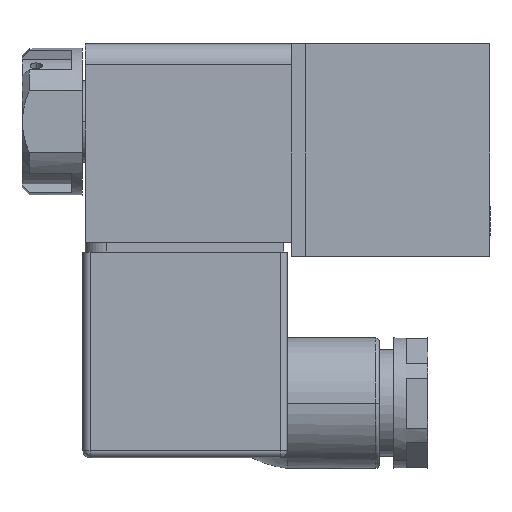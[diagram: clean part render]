
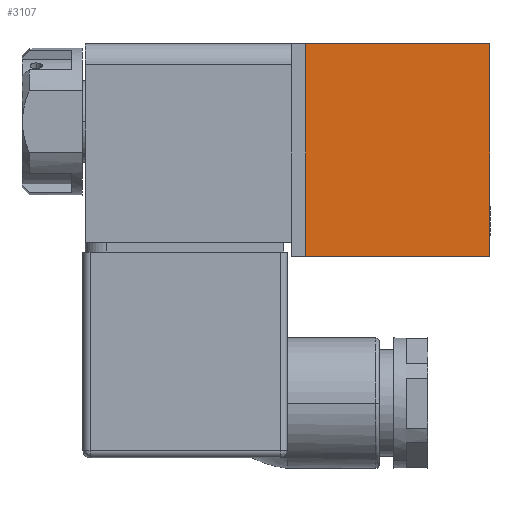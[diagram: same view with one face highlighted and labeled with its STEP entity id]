
A CAD part, left-side view. The second image highlights one B-rep face of the part: STEP entity #3107.
In plain terms, the highlighted planar face has unit normal (-1, 0, 0).
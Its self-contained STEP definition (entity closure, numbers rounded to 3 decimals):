
#4 = VECTOR ( 'NONE', #1232, 1000. ) ;
#34 = ORIENTED_EDGE ( 'NONE', *, *, #7054, .T. ) ;
#132 = ORIENTED_EDGE ( 'NONE', *, *, #6759, .T. ) ;
#401 = LINE ( 'NONE', #2531, #4 ) ;
#594 = ORIENTED_EDGE ( 'NONE', *, *, #1626, .T. ) ;
#944 = CARTESIAN_POINT ( 'NONE',  ( -14.452, -11.549, -15. ) ) ;
#1187 = VERTEX_POINT ( 'NONE', #7217 ) ;
#1232 = DIRECTION ( 'NONE',  ( 0., 1., 0. ) ) ;
#1626 = EDGE_CURVE ( 'NONE', #1718, #4041, #401, .T. ) ;
#1655 = CARTESIAN_POINT ( 'NONE',  ( -14.452, -11.549, -15. ) ) ;
#1718 = VERTEX_POINT ( 'NONE', #4185 ) ;
#1731 = DIRECTION ( 'NONE',  ( 0., 0., 1. ) ) ;
#2341 = PLANE ( 'NONE',  #6231 ) ;
#2416 = DIRECTION ( 'NONE',  ( 0., -1., 0. ) ) ;
#2531 = CARTESIAN_POINT ( 'NONE',  ( -14.452, -11.549, 15. ) ) ;
#2611 = CARTESIAN_POINT ( 'NONE',  ( -14.452, 14.451, -15. ) ) ;
#2789 = ORIENTED_EDGE ( 'NONE', *, *, #5348, .T. ) ;
#3107 = ADVANCED_FACE ( 'NONE', ( #7791 ), #2341, .T. ) ;
#3422 = CARTESIAN_POINT ( 'NONE',  ( -14.452, 14.451, 15. ) ) ;
#3453 = LINE ( 'NONE', #2611, #8457 ) ;
#4041 = VERTEX_POINT ( 'NONE', #3422 ) ;
#4161 = LINE ( 'NONE', #1655, #8346 ) ;
#4185 = CARTESIAN_POINT ( 'NONE',  ( -14.452, -11.549, 15. ) ) ;
#5182 = DIRECTION ( 'NONE',  ( 0., 0., -1. ) ) ;
#5288 = VECTOR ( 'NONE', #2416, 1000. ) ;
#5348 = EDGE_CURVE ( 'NONE', #1187, #6718, #5687, .T. ) ;
#5608 = DIRECTION ( 'NONE',  ( -1., 0., 0. ) ) ;
#5687 = LINE ( 'NONE', #6957, #5288 ) ;
#6180 = DIRECTION ( 'NONE',  ( 0., 0., 1. ) ) ;
#6231 = AXIS2_PLACEMENT_3D ( 'NONE', #8195, #5608, #1731 ) ;
#6718 = VERTEX_POINT ( 'NONE', #944 ) ;
#6759 = EDGE_CURVE ( 'NONE', #6718, #1718, #4161, .T. ) ;
#6957 = CARTESIAN_POINT ( 'NONE',  ( -14.452, -11.549, -15. ) ) ;
#7054 = EDGE_CURVE ( 'NONE', #4041, #1187, #3453, .T. ) ;
#7217 = CARTESIAN_POINT ( 'NONE',  ( -14.452, 14.451, -15. ) ) ;
#7525 = EDGE_LOOP ( 'NONE', ( #2789, #132, #594, #34 ) ) ;
#7791 = FACE_OUTER_BOUND ( 'NONE', #7525, .T. ) ;
#8195 = CARTESIAN_POINT ( 'NONE',  ( -14.452, -11.549, -15. ) ) ;
#8346 = VECTOR ( 'NONE', #6180, 1000. ) ;
#8457 = VECTOR ( 'NONE', #5182, 1000. ) ;
